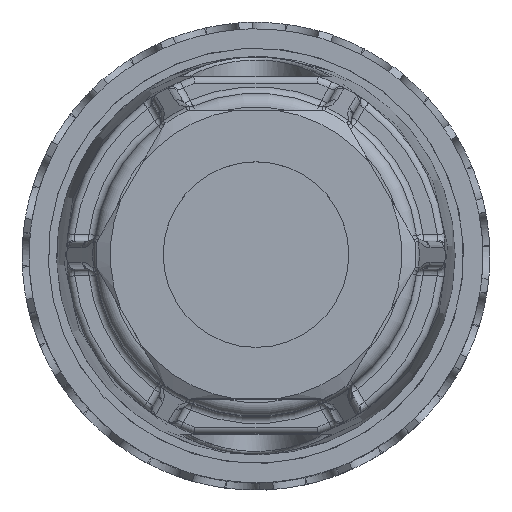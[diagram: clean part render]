
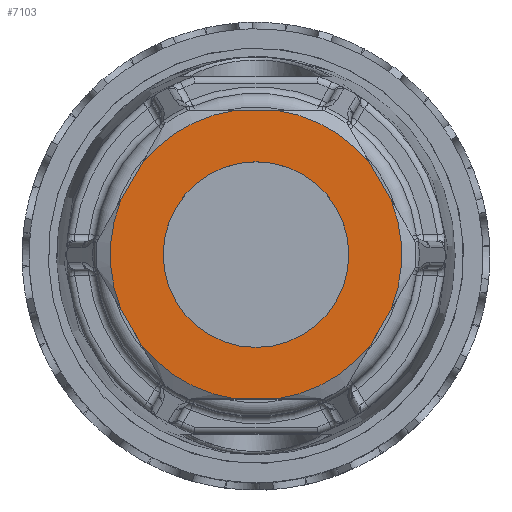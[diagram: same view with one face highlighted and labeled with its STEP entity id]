
A CAD part, top view. The second image highlights one B-rep face of the part: STEP entity #7103.
In plain terms, the highlighted planar face has unit normal (0, 0, 1).
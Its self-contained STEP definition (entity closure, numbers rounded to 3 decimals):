
#656=PLANE('',#22783);
#3347=LINE('',#29395,#5194);
#3348=LINE('',#29396,#5195);
#3349=LINE('',#29397,#5196);
#3350=LINE('',#29398,#5197);
#3351=LINE('',#29399,#5198);
#3352=LINE('',#29400,#5199);
#5194=VECTOR('',#24367,1.);
#5195=VECTOR('',#24368,1.);
#5196=VECTOR('',#24369,1.);
#5197=VECTOR('',#24370,1.);
#5198=VECTOR('',#24371,1.);
#5199=VECTOR('',#24372,1.);
#7103=ADVANCED_FACE('',(#8633,#8634),#656,.T.);
#8633=FACE_BOUND('',#8821,.T.);
#8634=FACE_BOUND('',#8822,.T.);
#8821=EDGE_LOOP('',(#10254));
#8822=EDGE_LOOP('',(#10255,#10256,#10257,#10258,#10259,#10260,#10261,#10262,
#10263,#10264,#10265,#10266));
#10254=ORIENTED_EDGE('',*,*,#18977,.F.);
#10255=ORIENTED_EDGE('',*,*,#19004,.T.);
#10256=ORIENTED_EDGE('',*,*,#19021,.T.);
#10257=ORIENTED_EDGE('',*,*,#19006,.T.);
#10258=ORIENTED_EDGE('',*,*,#19022,.T.);
#10259=ORIENTED_EDGE('',*,*,#19009,.T.);
#10260=ORIENTED_EDGE('',*,*,#19023,.T.);
#10261=ORIENTED_EDGE('',*,*,#19012,.T.);
#10262=ORIENTED_EDGE('',*,*,#19024,.T.);
#10263=ORIENTED_EDGE('',*,*,#19015,.T.);
#10264=ORIENTED_EDGE('',*,*,#19025,.T.);
#10265=ORIENTED_EDGE('',*,*,#19018,.T.);
#10266=ORIENTED_EDGE('',*,*,#19026,.T.);
#16824=VERTEX_POINT('',#29265);
#16850=VERTEX_POINT('',#29327);
#16851=VERTEX_POINT('',#29329);
#16852=VERTEX_POINT('',#29336);
#16853=VERTEX_POINT('',#29337);
#16854=VERTEX_POINT('',#29348);
#16855=VERTEX_POINT('',#29349);
#16856=VERTEX_POINT('',#29360);
#16857=VERTEX_POINT('',#29361);
#16858=VERTEX_POINT('',#29372);
#16859=VERTEX_POINT('',#29373);
#16860=VERTEX_POINT('',#29384);
#16861=VERTEX_POINT('',#29385);
#18977=EDGE_CURVE('',#16824,#16824,#22287,.T.);
#19004=EDGE_CURVE('',#16851,#16850,#22301,.T.);
#19006=EDGE_CURVE('',#16852,#16853,#22302,.T.);
#19009=EDGE_CURVE('',#16854,#16855,#22303,.T.);
#19012=EDGE_CURVE('',#16856,#16857,#22304,.T.);
#19015=EDGE_CURVE('',#16858,#16859,#22305,.T.);
#19018=EDGE_CURVE('',#16860,#16861,#22306,.T.);
#19021=EDGE_CURVE('',#16850,#16852,#3347,.T.);
#19022=EDGE_CURVE('',#16853,#16854,#3348,.T.);
#19023=EDGE_CURVE('',#16855,#16856,#3349,.T.);
#19024=EDGE_CURVE('',#16857,#16858,#3350,.T.);
#19025=EDGE_CURVE('',#16859,#16860,#3351,.T.);
#19026=EDGE_CURVE('',#16861,#16851,#3352,.T.);
#22287=CIRCLE('',#22750,6.75);
#22301=CIRCLE('',#22771,10.6);
#22302=CIRCLE('',#22773,10.6);
#22303=CIRCLE('',#22775,10.6);
#22304=CIRCLE('',#22777,10.6);
#22305=CIRCLE('',#22779,10.6);
#22306=CIRCLE('',#22781,10.6);
#22750=AXIS2_PLACEMENT_3D('',#29264,#24289,#24290);
#22771=AXIS2_PLACEMENT_3D('',#29328,#24343,#24344);
#22773=AXIS2_PLACEMENT_3D('',#29335,#24347,#24348);
#22775=AXIS2_PLACEMENT_3D('',#29347,#24351,#24352);
#22777=AXIS2_PLACEMENT_3D('',#29359,#24355,#24356);
#22779=AXIS2_PLACEMENT_3D('',#29371,#24359,#24360);
#22781=AXIS2_PLACEMENT_3D('',#29383,#24363,#24364);
#22783=AXIS2_PLACEMENT_3D('',#29401,#24373,#24374);
#24289=DIRECTION('',(0.,0.,1.));
#24290=DIRECTION('',(-0.5,-0.866,0.));
#24343=DIRECTION('',(0.,0.,1.));
#24344=DIRECTION('',(-0.5,-0.866,0.));
#24347=DIRECTION('',(0.,0.,1.));
#24348=DIRECTION('',(-0.5,-0.866,0.));
#24351=DIRECTION('',(0.,0.,1.));
#24352=DIRECTION('',(-0.5,-0.866,0.));
#24355=DIRECTION('',(0.,0.,1.));
#24356=DIRECTION('',(-0.5,-0.866,0.));
#24359=DIRECTION('',(0.,0.,1.));
#24360=DIRECTION('',(-0.5,-0.866,0.));
#24363=DIRECTION('',(0.,0.,1.));
#24364=DIRECTION('',(-0.5,-0.866,0.));
#24367=DIRECTION('',(-0.5,0.866,0.));
#24368=DIRECTION('',(-1.,0.,0.));
#24369=DIRECTION('',(-0.5,-0.866,0.));
#24370=DIRECTION('',(0.5,-0.866,0.));
#24371=DIRECTION('',(1.,0.,0.));
#24372=DIRECTION('',(0.5,0.866,0.));
#24373=DIRECTION('',(0.,0.,1.));
#24374=DIRECTION('',(0.5,0.866,0.));
#29264=CARTESIAN_POINT('',(0.,0.,79.75));
#29265=CARTESIAN_POINT('',(-3.375,-5.846,79.75));
#29327=CARTESIAN_POINT('',(9.82,3.992,79.75));
#29328=CARTESIAN_POINT('',(0.,0.,79.75));
#29329=CARTESIAN_POINT('',(9.82,-3.992,79.75));
#29335=CARTESIAN_POINT('',(0.,0.,79.75));
#29336=CARTESIAN_POINT('',(8.367,6.508,79.75));
#29337=CARTESIAN_POINT('',(1.453,10.5,79.75));
#29347=CARTESIAN_POINT('',(0.,0.,79.75));
#29348=CARTESIAN_POINT('',(-1.453,10.5,79.75));
#29349=CARTESIAN_POINT('',(-8.367,6.508,79.75));
#29359=CARTESIAN_POINT('',(0.,0.,79.75));
#29360=CARTESIAN_POINT('',(-9.82,3.992,79.75));
#29361=CARTESIAN_POINT('',(-9.82,-3.992,79.75));
#29371=CARTESIAN_POINT('',(0.,0.,79.75));
#29372=CARTESIAN_POINT('',(-8.367,-6.508,79.75));
#29373=CARTESIAN_POINT('',(-1.453,-10.5,79.75));
#29383=CARTESIAN_POINT('',(0.,0.,79.75));
#29384=CARTESIAN_POINT('',(1.453,-10.5,79.75));
#29385=CARTESIAN_POINT('',(8.367,-6.508,79.75));
#29395=CARTESIAN_POINT('',(12.124,0.,79.75));
#29396=CARTESIAN_POINT('',(6.062,10.5,79.75));
#29397=CARTESIAN_POINT('',(-6.062,10.5,79.75));
#29398=CARTESIAN_POINT('',(-12.124,0.,79.75));
#29399=CARTESIAN_POINT('',(-6.062,-10.5,79.75));
#29400=CARTESIAN_POINT('',(6.062,-10.5,79.75));
#29401=CARTESIAN_POINT('',(-9.18,5.3,79.75));
